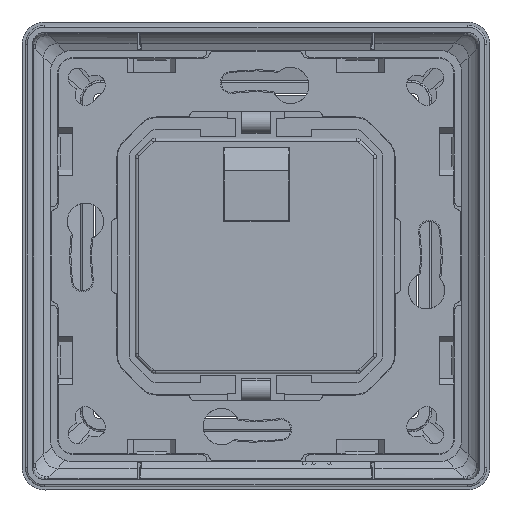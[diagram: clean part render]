
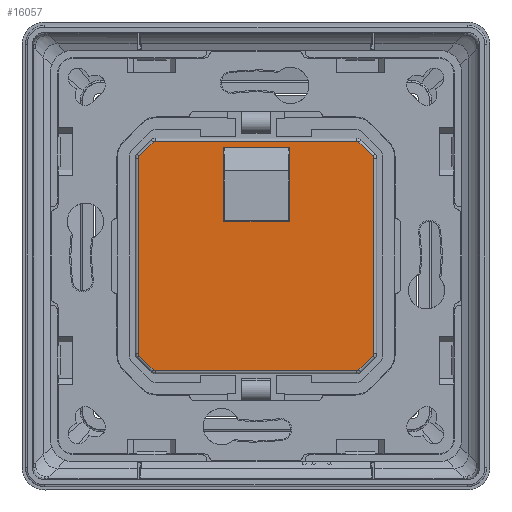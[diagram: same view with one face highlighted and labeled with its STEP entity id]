
A CAD part, front view. The second image highlights one B-rep face of the part: STEP entity #16057.
In plain terms, the highlighted planar face has unit normal (0, -1, 0).
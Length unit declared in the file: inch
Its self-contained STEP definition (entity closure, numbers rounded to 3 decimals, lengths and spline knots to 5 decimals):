
#14855=DIRECTION('',(0.,0.,1.));
#14856=VECTOR('',#14855,33.88054);
#14857=CARTESIAN_POINT('',(20.35652,-2.59993,
-16.94025));
#14858=LINE('',#14857,#14856);
#14863=DIRECTION('',(0.707,0.,0.707));
#14864=VECTOR('',#14863,3.41737);
#14865=CARTESIAN_POINT('',(-20.21016,-2.59993,
17.29369));
#14866=LINE('',#14865,#14864);
#14867=CARTESIAN_POINT('',(-17.44036,-2.59976,
19.35688));
#14868=DIRECTION('',(0.,1.,0.));
#14869=DIRECTION('',(-0.707,0.,0.707));
#14870=AXIS2_PLACEMENT_3D('',#14867,#14868,#14869);
#14872=CARTESIAN_POINT('',(17.44036,-2.59976,
19.35688));
#14873=DIRECTION('',(0.,1.,0.));
#14874=DIRECTION('',(0.,0.,1.));
#14875=AXIS2_PLACEMENT_3D('',#14872,#14873,#14874);
#14877=DIRECTION('',(0.707,0.,-0.707));
#14878=VECTOR('',#14877,3.41736);
#14879=CARTESIAN_POINT('',(17.7937,-2.59993,
19.71015));
#14880=LINE('',#14879,#14878);
#14881=CARTESIAN_POINT('',(19.85688,-2.59976,
16.94036));
#14882=DIRECTION('',(0.,1.,0.));
#14883=DIRECTION('',(0.707,0.,0.707));
#14884=AXIS2_PLACEMENT_3D('',#14881,#14882,#14883);
#14886=CARTESIAN_POINT('',(19.85688,-2.59976,
-16.94036));
#14887=DIRECTION('',(0.,1.,0.));
#14888=DIRECTION('',(1.,0.,0.));
#14889=AXIS2_PLACEMENT_3D('',#14886,#14887,#14888);
#14891=DIRECTION('',(-0.707,0.,-0.707));
#14892=VECTOR('',#14891,3.41736);
#14893=CARTESIAN_POINT('',(20.21015,-2.59993,
-17.2937));
#14894=LINE('',#14893,#14892);
#14895=CARTESIAN_POINT('',(17.44036,-2.59976,
-19.35688));
#14896=DIRECTION('',(0.,1.,0.));
#14897=DIRECTION('',(0.707,0.,-0.707));
#14898=AXIS2_PLACEMENT_3D('',#14895,#14896,#14897);
#14900=CARTESIAN_POINT('',(-17.44036,-2.59976,
-19.35688));
#14901=DIRECTION('',(0.,1.,0.));
#14902=DIRECTION('',(0.,0.,-1.));
#14903=AXIS2_PLACEMENT_3D('',#14900,#14901,#14902);
#14905=DIRECTION('',(-0.707,0.,0.707));
#14906=VECTOR('',#14905,3.41736);
#14907=CARTESIAN_POINT('',(-17.7937,-2.59993,
-19.71015));
#14908=LINE('',#14907,#14906);
#14909=CARTESIAN_POINT('',(-19.85688,-2.59976,
-16.94036));
#14910=DIRECTION('',(0.,1.,0.));
#14911=DIRECTION('',(-0.707,0.,-0.707));
#14912=AXIS2_PLACEMENT_3D('',#14909,#14910,#14911);
#14914=CARTESIAN_POINT('',(-19.85688,-2.59976,
16.94036));
#14915=DIRECTION('',(0.,1.,0.));
#14916=DIRECTION('',(-1.,0.,0.));
#14917=AXIS2_PLACEMENT_3D('',#14914,#14915,#14916);
#14960=DIRECTION('',(0.,0.,-1.));
#14961=VECTOR('',#14960,33.88053);
#14962=CARTESIAN_POINT('',(-20.35652,-2.59993,
16.94025));
#14963=LINE('',#14962,#14961);
#15026=DIRECTION('',(1.,0.,0.));
#15027=VECTOR('',#15026,34.88053);
#15028=CARTESIAN_POINT('',(-17.44025,-2.59993,
-19.85652));
#15029=LINE('',#15028,#15027);
#15272=DIRECTION('',(-1.,0.,0.));
#15273=VECTOR('',#15272,34.88053);
#15274=CARTESIAN_POINT('',(17.44025,-2.59993,
19.85652));
#15275=LINE('',#15274,#15273);
#15309=DIRECTION('',(-1.,0.,0.));
#15310=VECTOR('',#15309,11.4);
#15311=CARTESIAN_POINT('',(5.8,-2.6,6.));
#15312=LINE('',#15311,#15310);
#15321=DIRECTION('',(0.,0.,-1.));
#15322=VECTOR('',#15321,12.8);
#15323=CARTESIAN_POINT('',(5.8,-2.6,18.8));
#15324=LINE('',#15323,#15322);
#15333=DIRECTION('',(1.,0.,0.));
#15334=VECTOR('',#15333,11.4);
#15335=CARTESIAN_POINT('',(-5.6,-2.6,18.8));
#15336=LINE('',#15335,#15334);
#15345=DIRECTION('',(0.,0.,1.));
#15346=VECTOR('',#15345,12.8);
#15347=CARTESIAN_POINT('',(-5.6,-2.6,6.));
#15348=LINE('',#15347,#15346);
#15473=CARTESIAN_POINT('',(20.35652,-2.59993,
-16.94025));
#15474=CARTESIAN_POINT('',(20.35652,-2.59993,
16.94029));
#15475=VERTEX_POINT('',#15473);
#15476=VERTEX_POINT('',#15474);
#15477=CARTESIAN_POINT('',(-20.21016,-2.59993,
17.29369));
#15478=CARTESIAN_POINT('',(-17.79371,-2.59993,
19.71014));
#15479=VERTEX_POINT('',#15477);
#15480=VERTEX_POINT('',#15478);
#15481=CARTESIAN_POINT('',(-17.44025,-2.5998,
19.85652));
#15482=VERTEX_POINT('',#15481);
#15483=CARTESIAN_POINT('',(17.44025,-2.59993,
19.85652));
#15484=VERTEX_POINT('',#15483);
#15485=CARTESIAN_POINT('',(17.79379,-2.5998,
19.71004));
#15486=VERTEX_POINT('',#15485);
#15487=CARTESIAN_POINT('',(20.21014,-2.59993,
17.29371));
#15488=VERTEX_POINT('',#15487);
#15489=CARTESIAN_POINT('',(20.21004,-2.5998,
-17.29379));
#15490=VERTEX_POINT('',#15489);
#15491=CARTESIAN_POINT('',(17.79371,-2.59993,
-19.71014));
#15492=VERTEX_POINT('',#15491);
#15493=CARTESIAN_POINT('',(17.44025,-2.5998,
-19.85652));
#15494=VERTEX_POINT('',#15493);
#15495=CARTESIAN_POINT('',(-17.44025,-2.59993,
-19.85652));
#15496=VERTEX_POINT('',#15495);
#15497=CARTESIAN_POINT('',(-17.79379,-2.5998,
-19.71004));
#15498=VERTEX_POINT('',#15497);
#15499=CARTESIAN_POINT('',(-20.21014,-2.59993,
-17.29371));
#15500=VERTEX_POINT('',#15499);
#15501=CARTESIAN_POINT('',(-20.35652,-2.5998,
-16.94025));
#15502=VERTEX_POINT('',#15501);
#15503=CARTESIAN_POINT('',(-20.35652,-2.59993,
16.94025));
#15504=VERTEX_POINT('',#15503);
#15505=CARTESIAN_POINT('',(5.8,-2.6,6.));
#15506=CARTESIAN_POINT('',(-5.6,-2.6,6.));
#15507=VERTEX_POINT('',#15505);
#15508=VERTEX_POINT('',#15506);
#15509=CARTESIAN_POINT('',(5.8,-2.6,18.8));
#15510=VERTEX_POINT('',#15509);
#15511=CARTESIAN_POINT('',(-5.6,-2.6,18.8));
#15512=VERTEX_POINT('',#15511);
#16009=CARTESIAN_POINT('',(0.,-2.6,-35.94));
#16010=DIRECTION('',(0.,-1.,0.));
#16011=DIRECTION('',(1.,0.,0.));
#16012=AXIS2_PLACEMENT_3D('',#16009,#16010,#16011);
#16013=PLANE('',#16012);
#16015=ORIENTED_EDGE('',*,*,#16014,.T.);
#16017=ORIENTED_EDGE('',*,*,#16016,.T.);
#16019=ORIENTED_EDGE('',*,*,#16018,.F.);
#16021=ORIENTED_EDGE('',*,*,#16020,.T.);
#16023=ORIENTED_EDGE('',*,*,#16022,.T.);
#16025=ORIENTED_EDGE('',*,*,#16024,.T.);
#16026=ORIENTED_EDGE('',*,*,#15999,.F.);
#16028=ORIENTED_EDGE('',*,*,#16027,.T.);
#16030=ORIENTED_EDGE('',*,*,#16029,.T.);
#16032=ORIENTED_EDGE('',*,*,#16031,.T.);
#16034=ORIENTED_EDGE('',*,*,#16033,.F.);
#16036=ORIENTED_EDGE('',*,*,#16035,.T.);
#16038=ORIENTED_EDGE('',*,*,#16037,.T.);
#16040=ORIENTED_EDGE('',*,*,#16039,.T.);
#16042=ORIENTED_EDGE('',*,*,#16041,.F.);
#16044=ORIENTED_EDGE('',*,*,#16043,.T.);
#16045=EDGE_LOOP('',(#16015,#16017,#16019,#16021,#16023,#16025,#16026,#16028,
#16030,#16032,#16034,#16036,#16038,#16040,#16042,#16044));
#16046=FACE_OUTER_BOUND('',#16045,.F.);
#16048=ORIENTED_EDGE('',*,*,#16047,.F.);
#16050=ORIENTED_EDGE('',*,*,#16049,.F.);
#16052=ORIENTED_EDGE('',*,*,#16051,.F.);
#16054=ORIENTED_EDGE('',*,*,#16053,.F.);
#16055=EDGE_LOOP('',(#16048,#16050,#16052,#16054));
#16056=FACE_BOUND('',#16055,.F.);
#14871=CIRCLE('',#14870,0.49964);
#14876=CIRCLE('',#14875,0.49963);
#14885=CIRCLE('',#14884,0.49964);
#14890=CIRCLE('',#14889,0.49963);
#14899=CIRCLE('',#14898,0.49964);
#14904=CIRCLE('',#14903,0.49963);
#14913=CIRCLE('',#14912,0.49964);
#14918=CIRCLE('',#14917,0.49963);
#15999=EDGE_CURVE('',#15475,#15476,#14858,.T.);
#16014=EDGE_CURVE('',#15479,#15480,#14866,.T.);
#16016=EDGE_CURVE('',#15480,#15482,#14871,.T.);
#16018=EDGE_CURVE('',#15484,#15482,#15275,.T.);
#16020=EDGE_CURVE('',#15484,#15486,#14876,.T.);
#16022=EDGE_CURVE('',#15486,#15488,#14880,.T.);
#16024=EDGE_CURVE('',#15488,#15476,#14885,.T.);
#16027=EDGE_CURVE('',#15475,#15490,#14890,.T.);
#16029=EDGE_CURVE('',#15490,#15492,#14894,.T.);
#16031=EDGE_CURVE('',#15492,#15494,#14899,.T.);
#16033=EDGE_CURVE('',#15496,#15494,#15029,.T.);
#16035=EDGE_CURVE('',#15496,#15498,#14904,.T.);
#16037=EDGE_CURVE('',#15498,#15500,#14908,.T.);
#16039=EDGE_CURVE('',#15500,#15502,#14913,.T.);
#16041=EDGE_CURVE('',#15504,#15502,#14963,.T.);
#16043=EDGE_CURVE('',#15504,#15479,#14918,.T.);
#16047=EDGE_CURVE('',#15507,#15508,#15312,.T.);
#16049=EDGE_CURVE('',#15510,#15507,#15324,.T.);
#16051=EDGE_CURVE('',#15512,#15510,#15336,.T.);
#16053=EDGE_CURVE('',#15508,#15512,#15348,.T.);
#16057=ADVANCED_FACE('',(#16046,#16056),#16013,.T.);
